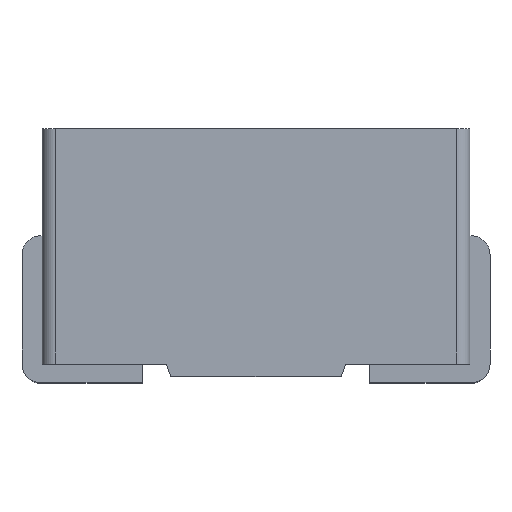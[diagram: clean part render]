
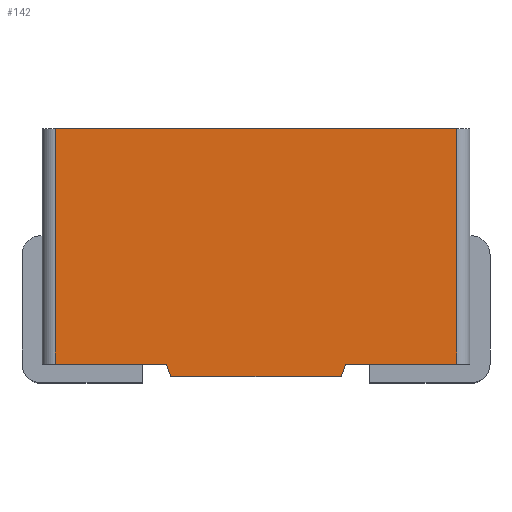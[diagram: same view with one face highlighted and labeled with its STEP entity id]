
A CAD part, top view. The second image highlights one B-rep face of the part: STEP entity #142.
In plain terms, the highlighted planar face has unit normal (0, 0, 1).
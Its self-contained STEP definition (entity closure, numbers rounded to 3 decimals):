
#3 = EDGE_CURVE ( 'NONE', #529, #834, #927, .T. ) ;
#23 = VERTEX_POINT ( 'NONE', #713 ) ;
#27 = PLANE ( 'NONE',  #107 ) ;
#73 = LINE ( 'NONE', #628, #1228 ) ;
#100 = VECTOR ( 'NONE', #829, 1000. ) ;
#105 = CARTESIAN_POINT ( 'NONE',  ( -0.67, 0.14, 1.4 ) ) ;
#107 = AXIS2_PLACEMENT_3D ( 'NONE', #439, #836, #1034 ) ;
#121 = DIRECTION ( 'NONE',  ( 1., 0., 0. ) ) ;
#142 = ADVANCED_FACE ( 'NONE', ( #1141 ), #27, .F. ) ;
#174 = VERTEX_POINT ( 'NONE', #105 ) ;
#189 = VERTEX_POINT ( 'NONE', #831 ) ;
#216 = DIRECTION ( 'NONE',  ( 0., 1., 0. ) ) ;
#221 = LINE ( 'NONE', #262, #1122 ) ;
#225 = LINE ( 'NONE', #1210, #1095 ) ;
#262 = CARTESIAN_POINT ( 'NONE',  ( -1.6, 1.9, 1.4 ) ) ;
#287 = CARTESIAN_POINT ( 'NONE',  ( -1.5, 1.9, 1.4 ) ) ;
#314 = ORIENTED_EDGE ( 'NONE', *, *, #944, .T. ) ;
#325 = CARTESIAN_POINT ( 'NONE',  ( 1.6, 0.14, 1.4 ) ) ;
#389 = LINE ( 'NONE', #419, #755 ) ;
#419 = CARTESIAN_POINT ( 'NONE',  ( 1.5, 6.152, 1.4 ) ) ;
#431 = DIRECTION ( 'NONE',  ( 0.342, 0.94, 0. ) ) ;
#439 = CARTESIAN_POINT ( 'NONE',  ( -1.6, 6.152, 1.4 ) ) ;
#489 = ORIENTED_EDGE ( 'NONE', *, *, #975, .T. ) ;
#497 = EDGE_CURVE ( 'NONE', #189, #174, #897, .T. ) ;
#516 = VERTEX_POINT ( 'NONE', #933 ) ;
#521 = VECTOR ( 'NONE', #1126, 1000. ) ;
#529 = VERTEX_POINT ( 'NONE', #1236 ) ;
#588 = CARTESIAN_POINT ( 'NONE',  ( -0.619, 0., 1.4 ) ) ;
#628 = CARTESIAN_POINT ( 'NONE',  ( 0.67, 0.14, 1.4 ) ) ;
#693 = VERTEX_POINT ( 'NONE', #962 ) ;
#698 = CARTESIAN_POINT ( 'NONE',  ( -0.637, 0.05, 1.4 ) ) ;
#713 = CARTESIAN_POINT ( 'NONE',  ( 1.5, 0.14, 1.4 ) ) ;
#726 = EDGE_CURVE ( 'NONE', #174, #834, #1230, .T. ) ;
#755 = VECTOR ( 'NONE', #216, 1000. ) ;
#829 = DIRECTION ( 'NONE',  ( 1., 0., 0. ) ) ;
#831 = CARTESIAN_POINT ( 'NONE',  ( -1.5, 0.14, 1.4 ) ) ;
#834 = VERTEX_POINT ( 'NONE', #698 ) ;
#835 = VERTEX_POINT ( 'NONE', #287 ) ;
#836 = DIRECTION ( 'NONE',  ( 0., 0., -1. ) ) ;
#844 = CARTESIAN_POINT ( 'NONE',  ( -1.6, 0.14, 1.4 ) ) ;
#876 = ORIENTED_EDGE ( 'NONE', *, *, #3, .F. ) ;
#890 = ORIENTED_EDGE ( 'NONE', *, *, #1318, .F. ) ;
#897 = LINE ( 'NONE', #844, #1267 ) ;
#927 = LINE ( 'NONE', #1218, #521 ) ;
#933 = CARTESIAN_POINT ( 'NONE',  ( 0.67, 0.14, 1.4 ) ) ;
#936 = ORIENTED_EDGE ( 'NONE', *, *, #1013, .T. ) ;
#944 = EDGE_CURVE ( 'NONE', #835, #189, #225, .T. ) ;
#962 = CARTESIAN_POINT ( 'NONE',  ( 1.5, 1.9, 1.4 ) ) ;
#975 = EDGE_CURVE ( 'NONE', #516, #23, #1297, .T. ) ;
#1013 = EDGE_CURVE ( 'NONE', #23, #693, #389, .T. ) ;
#1034 = DIRECTION ( 'NONE',  ( -1., 0., 0. ) ) ;
#1075 = ORIENTED_EDGE ( 'NONE', *, *, #1109, .T. ) ;
#1082 = DIRECTION ( 'NONE',  ( 1., 0., 0. ) ) ;
#1083 = DIRECTION ( 'NONE',  ( 0.342, -0.94, 0. ) ) ;
#1095 = VECTOR ( 'NONE', #1320, 1000. ) ;
#1109 = EDGE_CURVE ( 'NONE', #529, #516, #73, .T. ) ;
#1122 = VECTOR ( 'NONE', #1082, 1000. ) ;
#1126 = DIRECTION ( 'NONE',  ( -1., 0., 0. ) ) ;
#1141 = FACE_OUTER_BOUND ( 'NONE', #1295, .T. ) ;
#1162 = VECTOR ( 'NONE', #1083, 1000. ) ;
#1186 = ORIENTED_EDGE ( 'NONE', *, *, #497, .T. ) ;
#1210 = CARTESIAN_POINT ( 'NONE',  ( -1.5, 6.152, 1.4 ) ) ;
#1218 = CARTESIAN_POINT ( 'NONE',  ( 0.67, 0.05, 1.4 ) ) ;
#1228 = VECTOR ( 'NONE', #431, 1000. ) ;
#1230 = LINE ( 'NONE', #588, #1162 ) ;
#1236 = CARTESIAN_POINT ( 'NONE',  ( 0.637, 0.05, 1.4 ) ) ;
#1244 = ORIENTED_EDGE ( 'NONE', *, *, #726, .T. ) ;
#1267 = VECTOR ( 'NONE', #121, 1000. ) ;
#1295 = EDGE_LOOP ( 'NONE', ( #876, #1075, #489, #936, #890, #314, #1186, #1244 ) ) ;
#1297 = LINE ( 'NONE', #325, #100 ) ;
#1318 = EDGE_CURVE ( 'NONE', #835, #693, #221, .T. ) ;
#1320 = DIRECTION ( 'NONE',  ( 0., -1., 0. ) ) ;
